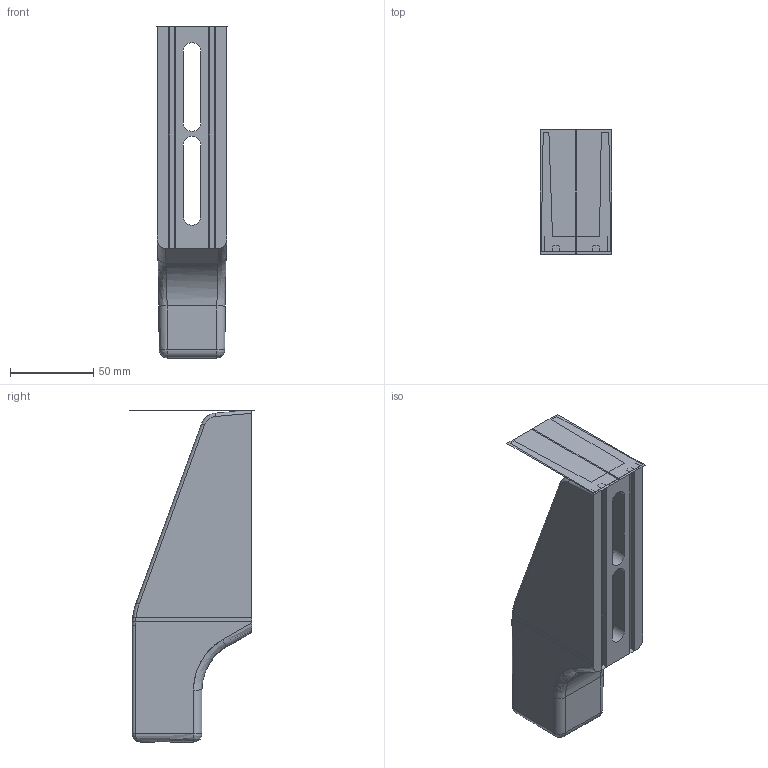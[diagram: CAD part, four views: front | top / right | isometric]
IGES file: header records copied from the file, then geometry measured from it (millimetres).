
Start section:  PTC IGES file: S0540683541.igs
Global section: file name: S0540683541.igs; native system: Pro/ENGINEER by Parametric Technology Corporation; preprocessor: 2005310; author: RCRU51; organization: Unknown; date: 081202.152140; units: millimetre
Bounding box: 42.84 x 74.88 x 200 mm (x, y, z)
Surface area: 61308.9 mm2 (no closed solid volume)
Topology: 0 solids, 0 shells, 95 faces, 538 edges, 562 vertices
Faces by surface type: bspline 59, revolution 36
